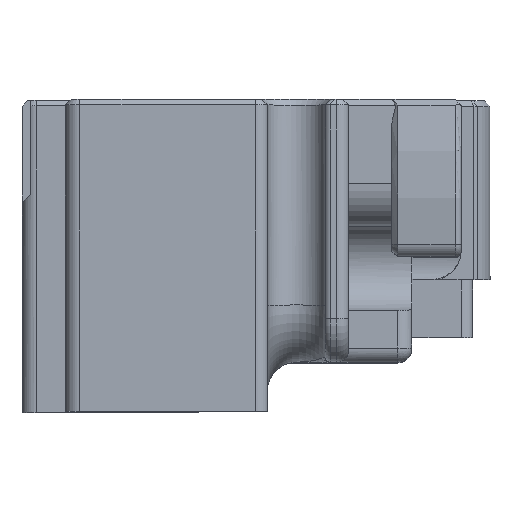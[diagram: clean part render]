
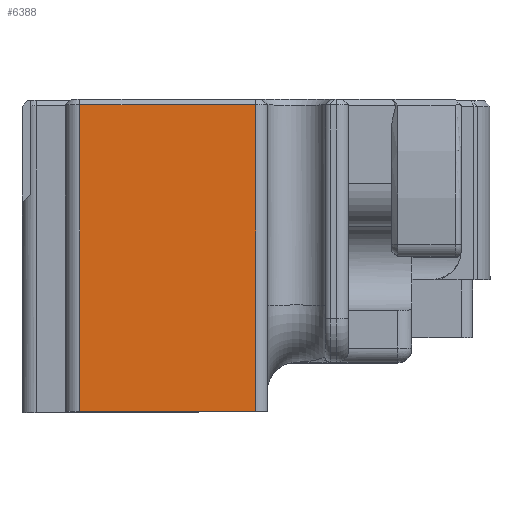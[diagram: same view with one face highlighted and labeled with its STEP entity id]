
A CAD part, top view. The second image highlights one B-rep face of the part: STEP entity #6388.
In plain terms, the highlighted planar face has unit normal (0, 0, 1).
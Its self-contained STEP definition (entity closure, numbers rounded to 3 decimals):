
#152=PLANE('',#6790);
#621=FACE_OUTER_BOUND('',#993,.T.);
#993=EDGE_LOOP('',(#4463,#4464,#4465,#4466));
#1434=LINE('',#9518,#2099);
#1436=LINE('',#9524,#2101);
#1442=LINE('',#9542,#2107);
#1443=LINE('',#9543,#2108);
#2099=VECTOR('',#7544,10.);
#2101=VECTOR('',#7550,10.);
#2107=VECTOR('',#7564,10.);
#2108=VECTOR('',#7565,10.);
#2721=VERTEX_POINT('',#9336);
#2799=VERTEX_POINT('',#9517);
#2801=VERTEX_POINT('',#9523);
#2809=VERTEX_POINT('',#9541);
#3434=EDGE_CURVE('',#2721,#2799,#1434,.T.);
#3437=EDGE_CURVE('',#2799,#2801,#1436,.T.);
#3446=EDGE_CURVE('',#2809,#2721,#1442,.T.);
#3447=EDGE_CURVE('',#2801,#2809,#1443,.T.);
#4463=ORIENTED_EDGE('',*,*,#3434,.F.);
#4464=ORIENTED_EDGE('',*,*,#3446,.F.);
#4465=ORIENTED_EDGE('',*,*,#3447,.F.);
#4466=ORIENTED_EDGE('',*,*,#3437,.F.);
#6388=ADVANCED_FACE('',(#621),#152,.F.);
#6790=AXIS2_PLACEMENT_3D('',#9540,#7562,#7563);
#7544=DIRECTION('',(0.,-1.,0.));
#7550=DIRECTION('',(-1.,0.,0.));
#7562=DIRECTION('center_axis',(0.,0.,
-1.));
#7563=DIRECTION('ref_axis',(-1.,0.,0.));
#7564=DIRECTION('',(1.,0.,0.));
#7565=DIRECTION('',(0.,1.,0.));
#9336=CARTESIAN_POINT('',(-59.649,149.742,40.967));
#9517=CARTESIAN_POINT('',(-59.649,128.542,40.967));
#9518=CARTESIAN_POINT('',(-59.649,129.342,40.967));
#9523=CARTESIAN_POINT('',(-71.829,128.542,40.967));
#9524=CARTESIAN_POINT('',(-56.679,128.542,40.967));
#9540=CARTESIAN_POINT('Origin',(-53.729,108.542,40.967));
#9541=CARTESIAN_POINT('',(-71.829,149.742,40.967));
#9542=CARTESIAN_POINT('',(-60.379,149.742,40.967));
#9543=CARTESIAN_POINT('',(-71.829,118.542,40.967));
